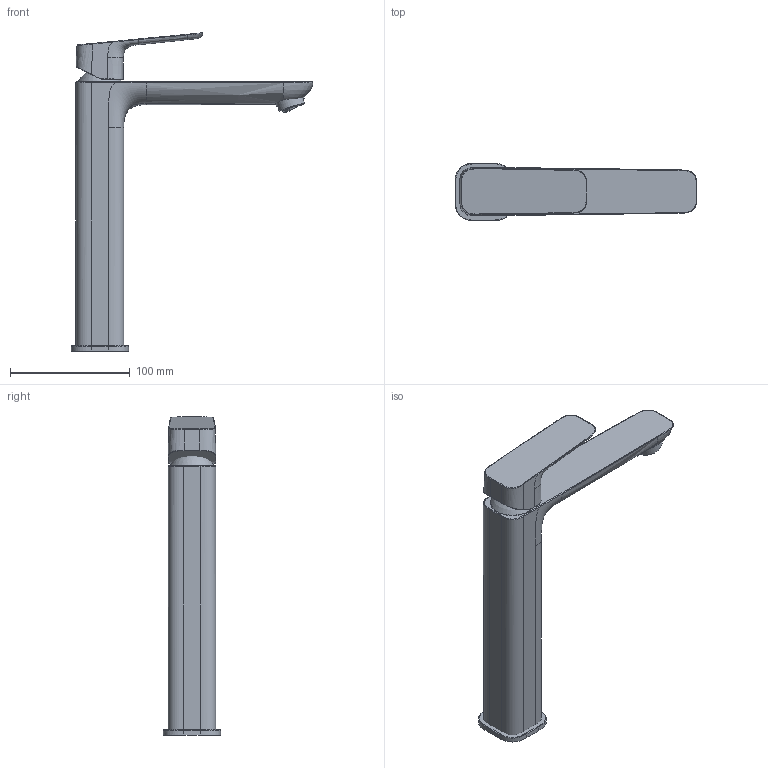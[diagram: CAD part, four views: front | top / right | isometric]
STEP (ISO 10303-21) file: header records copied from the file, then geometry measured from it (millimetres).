
FILE_DESCRIPTION(/* description */ ('Unknown'),/* implementation_level */ '2;1');
FILE_NAME(/* name */ '1017290000',/* time_stamp */ '2024-01-16T10:51:35+01:00',/* author */ ('Unknown'),/* organization */ ('GROHE AG'),/* preprocessor_version */ 'ST-DEVELOPER v16.7',/* originating_system */ 'DEX',/* authorisation */ $);
FILE_SCHEMA (('AUTOMOTIVE_DESIGN {1 0 10303 214 3 1 1}'));
Products named in the file (7): Asm6; 1017290000_OHM_BASIN_OHM_BASIN_100347425_oa_0; 418316038_GEH_EHM-_OHM_BODY_100315199; 418708038_HEBEL_EHM-_OHM_LEVER_100340567; A4222472_KAPPE_01014436; 418696038_ROSETTE_ROSETTE_02207066; 418098040_STRAHLREGL_FLOW_STRAI_100304523
Assembly tree (6 placements, depth 3):
  Asm6
    1017290000_OHM_BASIN_OHM_BASIN_100347425_oa_0
      418316038_GEH_EHM-_OHM_BODY_100315199
      418708038_HEBEL_EHM-_OHM_LEVER_100340567
      A4222472_KAPPE_01014436
      418696038_ROSETTE_ROSETTE_02207066
      418098040_STRAHLREGL_FLOW_STRAI_100304523
Bounding box: 201.65 x 48 x 265.31 mm (x, y, z)
Volume: 489807 mm3; surface area: 74053.8 mm2
Topology: 5 solids, 121 shells, 2621 faces, 6409 edges, 4071 vertices
Faces by surface type: plane 1820, cylinder 441, cone 246, bspline 79, torus 31, sphere 4
Full cylindrical faces by diameter (mm): 13.95 x1, 15 x1, 15.95 x1, 18.7 x1, 19.773 x1, 19.87 x1, 19.97 x1, 20.15 x1, 20.88 x1, 21.175 x1, 21.45 x1, 22.45 x2, 23.6 x1, 23.87 x1, 29.5 x1, 34.8 x1, 36.9 x2
Entity records: 105559 total; most frequent: CARTESIAN_POINT 28262, ORIENTED_EDGE 12680, DIRECTION 11699, EDGE_CURVE 6340, VERTEX_POINT 4050, LINE 3907, VECTOR 3907, AXIS2_PLACEMENT_3D 3896
